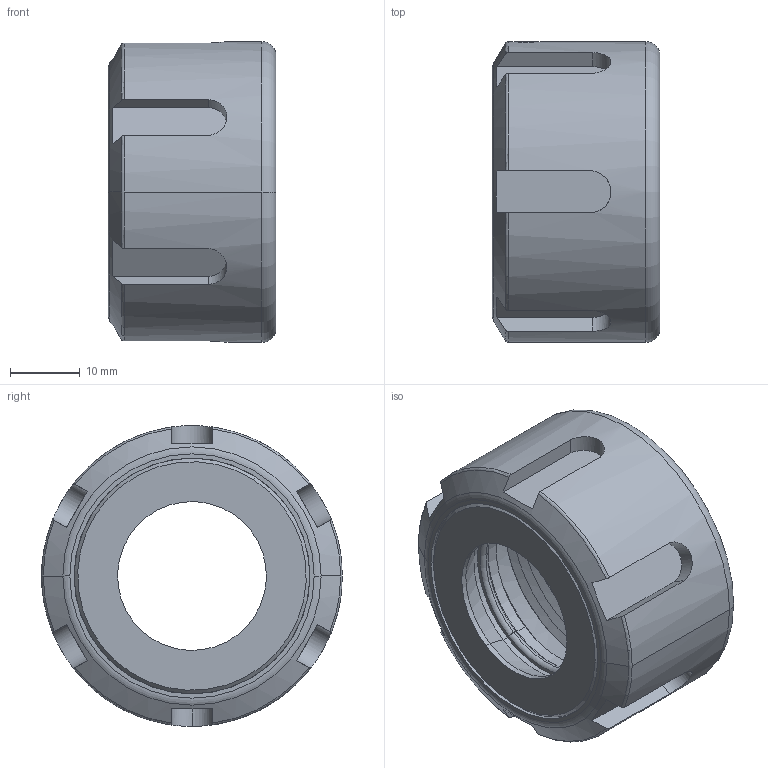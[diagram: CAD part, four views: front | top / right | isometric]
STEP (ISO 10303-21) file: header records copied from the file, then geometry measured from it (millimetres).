
FILE_DESCRIPTION (( 'STEP AP203' ), '1' );
FILE_NAME ('112.01.16.STEP', '2017-10-18T09:14:25', ( '' ), ( '' ), 'SwSTEP 2.0', 'SolidWorks 2012', '' );
FILE_SCHEMA (( 'CONFIG_CONTROL_DESIGN' ));
Length unit declared in the file: millimetre
Products named in the file (5): 112.01.16; OZ16#100 3MM鋼珠; OZ螺帽螺絲 M4; OZ16002PD; OZ16001PD
Assembly tree (38 placements, depth 2):
  112.01.16
    OZ16001PD
    OZ16002PD
    OZ螺帽螺絲 M4
    OZ16#100 3MM鋼珠  x35
Bounding box: 24 x 43 x 43 mm (x, y, z)
Volume: 15544.1 mm3; surface area: 12117.8 mm2
Topology: 38 solids, 38 shells, 222 faces, 644 edges, 428 vertices
Faces by surface type: sphere 70, cylinder 38, plane 35, cone 31, bspline 24, torus 24
Entity records: 12478 total; most frequent: CARTESIAN_POINT 7452, ORIENTED_EDGE 802, DIRECTION 697, EDGE_CURVE 401, AXIS2_PLACEMENT_3D 291, VERTEX_POINT 255, EDGE_LOOP 160, ADVANCED_FACE 154
